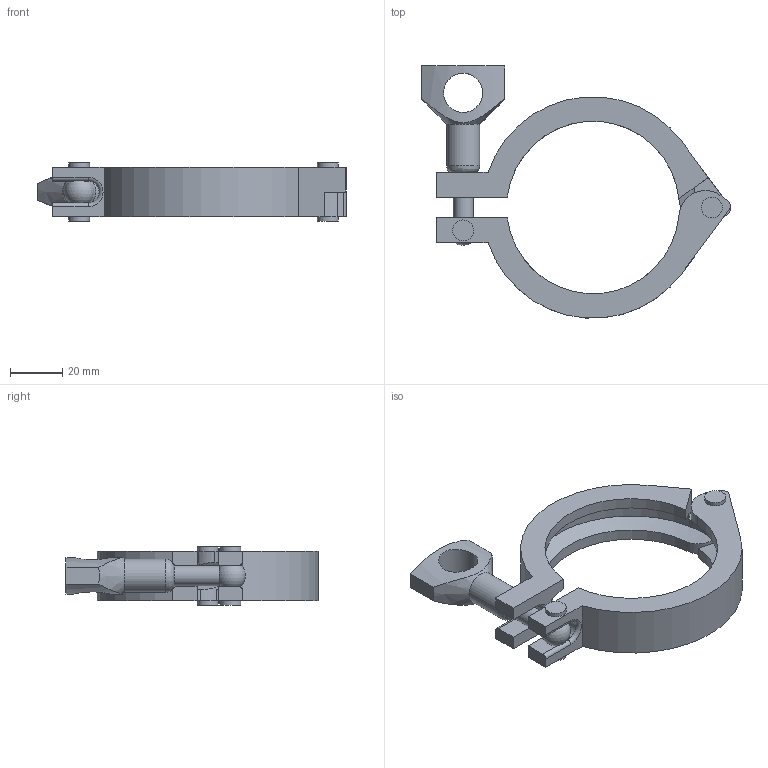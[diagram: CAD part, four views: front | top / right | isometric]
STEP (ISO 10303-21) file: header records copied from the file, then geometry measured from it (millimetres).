
FILE_DESCRIPTION(/* description */ (''),/* implementation_level */ '2;1');
FILE_NAME(/* name */ '13MHHM-2.5.stp',/* time_stamp */ '2022-12-21T13:07:53-05:00',/* author */ ('stevend'),/* organization */ (''),/* preprocessor_version */ 'ST-DEVELOPER v18',/* originating_system */ 'Autodesk Inventor 2020',/* authorisation */ '');
FILE_SCHEMA (('AUTOMOTIVE_DESIGN { 1 0 10303 214 3 1 1 }'));
Length unit declared in the file: inch
Products named in the file (6): 13MHHM-2.5; 2_50 Slot Side; KCH02500 Bolt Side; 500 Bolt; CLAMP NUT HOLE; ISO 2341 - A - 5 x 24
Assembly tree (6 placements, depth 2):
  13MHHM-2.5
    2_50 Slot Side
    KCH02500 Bolt Side
    500 Bolt
    CLAMP NUT HOLE
    ISO 2341 - A - 5 x 24  x2
Bounding box: 118.08 x 96.4 x 22.2 mm (x, y, z)
Volume: 44798.7 mm3; surface area: 25142.8 mm2
Topology: 6 solids, 6 shells, 80 faces, 214 edges, 147 vertices
Faces by surface type: plane 36, cylinder 35, cone 5, torus 2, sphere 1, bspline 1
Full cylindrical faces by diameter (mm): 5 x2, 5.588 x5, 7.112 x1, 7.62 x1, 8 x4, 12.7 x1, 14.986 x1
Entity records: 2768 total; most frequent: CARTESIAN_POINT 626, DIRECTION 426, ORIENTED_EDGE 398, EDGE_CURVE 199, AXIS2_PLACEMENT_3D 163, VERTEX_POINT 135, LINE 100, VECTOR 100
